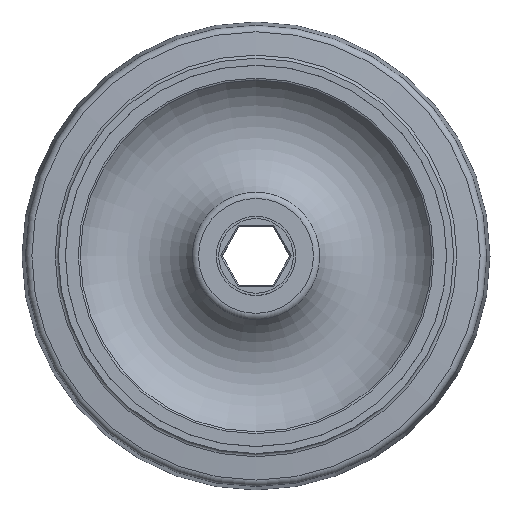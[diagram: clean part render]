
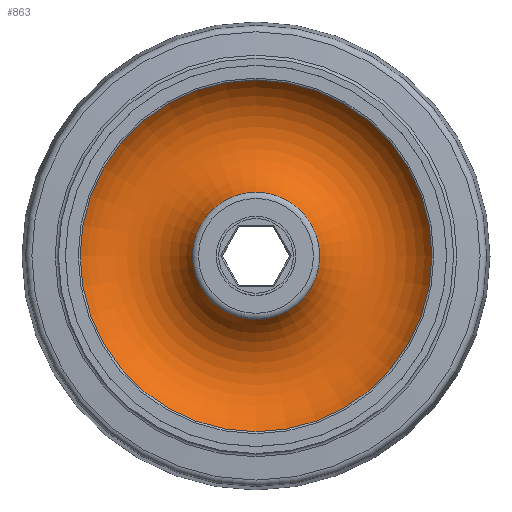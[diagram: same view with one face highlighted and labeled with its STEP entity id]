
A CAD part, top view. The second image highlights one B-rep face of the part: STEP entity #863.
In plain terms, the highlighted toroidal (fillet/blend) face has major radius 26.403 mm and minor radius 14.287 mm.
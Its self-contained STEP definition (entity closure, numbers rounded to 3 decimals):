
#182=FACE_OUTER_BOUND('',#234,.T.);
#234=EDGE_LOOP('',(#613,#614,#615,#616,#617,#618));
#306=CIRCLE('',#947,13.815);
#307=CIRCLE('',#948,13.815);
#309=CIRCLE('',#951,38.176);
#310=CIRCLE('',#952,38.176);
#311=CIRCLE('',#953,14.288);
#379=VERTEX_POINT('',#1659);
#380=VERTEX_POINT('',#1661);
#381=VERTEX_POINT('',#1666);
#382=VERTEX_POINT('',#1667);
#472=EDGE_CURVE('',#379,#380,#306,.T.);
#473=EDGE_CURVE('',#380,#379,#307,.T.);
#475=EDGE_CURVE('',#381,#382,#309,.T.);
#476=EDGE_CURVE('',#382,#381,#310,.T.);
#477=EDGE_CURVE('',#382,#380,#311,.T.);
#613=ORIENTED_EDGE('',*,*,#475,.F.);
#614=ORIENTED_EDGE('',*,*,#476,.F.);
#615=ORIENTED_EDGE('',*,*,#477,.T.);
#616=ORIENTED_EDGE('',*,*,#472,.F.);
#617=ORIENTED_EDGE('',*,*,#473,.F.);
#618=ORIENTED_EDGE('',*,*,#477,.F.);
#853=TOROIDAL_SURFACE('',#950,26.403,14.288);
#863=ADVANCED_FACE('',(#182),#853,.F.);
#947=AXIS2_PLACEMENT_3D('',#1662,#1092,#1093);
#948=AXIS2_PLACEMENT_3D('',#1663,#1094,#1095);
#950=AXIS2_PLACEMENT_3D('',#1665,#1098,#1099);
#951=AXIS2_PLACEMENT_3D('',#1668,#1100,#1101);
#952=AXIS2_PLACEMENT_3D('',#1669,#1102,#1103);
#953=AXIS2_PLACEMENT_3D('',#1670,#1104,#1105);
#1092=DIRECTION('center_axis',(0.,0.,1.));
#1093=DIRECTION('ref_axis',(1.,0.,0.));
#1094=DIRECTION('center_axis',(0.,0.,1.));
#1095=DIRECTION('ref_axis',(1.,0.,0.));
#1098=DIRECTION('center_axis',(0.,0.,
-1.));
#1099=DIRECTION('ref_axis',(-1.,0.,0.));
#1100=DIRECTION('center_axis',(0.,0.,-1.));
#1101=DIRECTION('ref_axis',(-1.,0.,0.));
#1102=DIRECTION('center_axis',(0.,0.,-1.));
#1103=DIRECTION('ref_axis',(-1.,0.,0.));
#1104=DIRECTION('center_axis',(0.,1.,0.));
#1105=DIRECTION('ref_axis',(1.,0.,0.));
#1659=CARTESIAN_POINT('',(-13.815,0.,12.291));
#1661=CARTESIAN_POINT('',(13.815,0.,12.291));
#1662=CARTESIAN_POINT('Origin',(0.,0.,12.291));
#1663=CARTESIAN_POINT('Origin',(0.,0.,12.291));
#1665=CARTESIAN_POINT('Origin',(0.,0.,
19.05));
#1666=CARTESIAN_POINT('',(-38.176,0.,10.956));
#1667=CARTESIAN_POINT('',(38.176,0.,10.956));
#1668=CARTESIAN_POINT('Origin',(0.,0.,10.956));
#1669=CARTESIAN_POINT('Origin',(0.,0.,10.956));
#1670=CARTESIAN_POINT('Origin',(26.403,0.,19.05));
